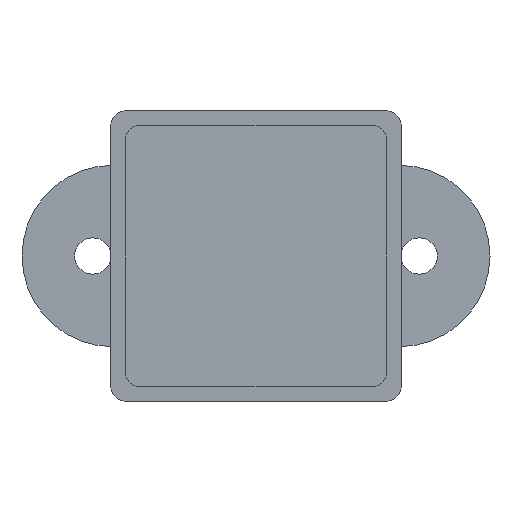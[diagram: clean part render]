
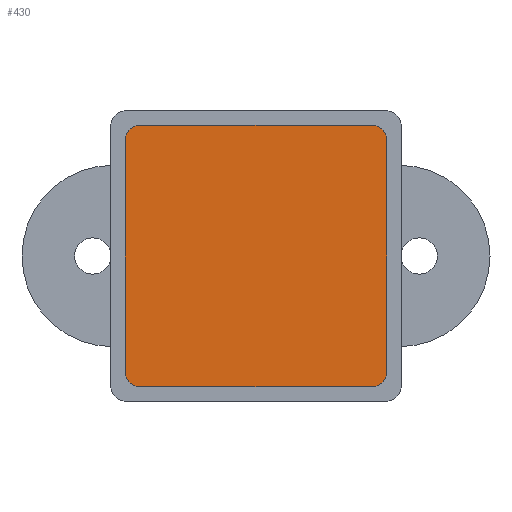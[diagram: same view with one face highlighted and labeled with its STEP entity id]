
A CAD part, front view. The second image highlights one B-rep face of the part: STEP entity #430.
In plain terms, the highlighted planar face has unit normal (0, -1, 0).
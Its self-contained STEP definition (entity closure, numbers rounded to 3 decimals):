
#41 = ORIENTED_EDGE ( 'NONE', *, *, #890, .T. ) ;
#87 = CARTESIAN_POINT ( 'NONE',  ( -18., -20., -18. ) ) ;
#214 = DIRECTION ( 'NONE',  ( 0., 0., -1. ) ) ;
#221 = ORIENTED_EDGE ( 'NONE', *, *, #777, .T. ) ;
#232 = VECTOR ( 'NONE', #783, 1000. ) ;
#343 = ORIENTED_EDGE ( 'NONE', *, *, #1910, .T. ) ;
#430 = ADVANCED_FACE ( 'NONE', ( #675 ), #2145, .T. ) ;
#444 = DIRECTION ( 'NONE',  ( 0., 0., -1. ) ) ;
#447 = LINE ( 'NONE', #2127, #2671 ) ;
#510 = DIRECTION ( 'NONE',  ( 0., 0., -1. ) ) ;
#596 = CARTESIAN_POINT ( 'NONE',  ( -16., -20., 18. ) ) ;
#615 = CARTESIAN_POINT ( 'NONE',  ( 16., -20., -16. ) ) ;
#653 = ORIENTED_EDGE ( 'NONE', *, *, #2392, .T. ) ;
#654 = DIRECTION ( 'NONE',  ( -1., 0., 0. ) ) ;
#666 = DIRECTION ( 'NONE',  ( 0., -1., 0. ) ) ;
#670 = DIRECTION ( 'NONE',  ( 0., -1., 0. ) ) ;
#675 = FACE_OUTER_BOUND ( 'NONE', #1196, .T. ) ;
#690 = EDGE_CURVE ( 'NONE', #1826, #1270, #1248, .T. ) ;
#750 = DIRECTION ( 'NONE',  ( 0., -1., 0. ) ) ;
#777 = EDGE_CURVE ( 'NONE', #1798, #2215, #1829, .T. ) ;
#783 = DIRECTION ( 'NONE',  ( 1., 0., 0. ) ) ;
#789 = CARTESIAN_POINT ( 'NONE',  ( -18., -20., 16. ) ) ;
#856 = EDGE_CURVE ( 'NONE', #2215, #954, #2472, .T. ) ;
#890 = EDGE_CURVE ( 'NONE', #954, #2361, #447, .T. ) ;
#928 = CARTESIAN_POINT ( 'NONE',  ( -16., -20., 16. ) ) ;
#942 = DIRECTION ( 'NONE',  ( 0., -1., 0. ) ) ;
#954 = VERTEX_POINT ( 'NONE', #789 ) ;
#1142 = CARTESIAN_POINT ( 'NONE',  ( -18., -20., -16. ) ) ;
#1196 = EDGE_LOOP ( 'NONE', ( #41, #653, #343, #2824, #1318, #2758, #221, #2828 ) ) ;
#1231 = CARTESIAN_POINT ( 'NONE',  ( 18., -20., -18. ) ) ;
#1243 = LINE ( 'NONE', #87, #232 ) ;
#1248 = CIRCLE ( 'NONE', #2035, 2. ) ;
#1270 = VERTEX_POINT ( 'NONE', #1408 ) ;
#1318 = ORIENTED_EDGE ( 'NONE', *, *, #2465, .T. ) ;
#1344 = EDGE_CURVE ( 'NONE', #1991, #1798, #2228, .T. ) ;
#1408 = CARTESIAN_POINT ( 'NONE',  ( 18., -20., -16. ) ) ;
#1539 = VECTOR ( 'NONE', #1901, 1000. ) ;
#1606 = DIRECTION ( 'NONE',  ( 0., 0., -1. ) ) ;
#1668 = LINE ( 'NONE', #1231, #1539 ) ;
#1688 = CARTESIAN_POINT ( 'NONE',  ( 0., -20., 0. ) ) ;
#1798 = VERTEX_POINT ( 'NONE', #2136 ) ;
#1826 = VERTEX_POINT ( 'NONE', #2628 ) ;
#1829 = LINE ( 'NONE', #2756, #1987 ) ;
#1843 = AXIS2_PLACEMENT_3D ( 'NONE', #928, #942, #1876 ) ;
#1876 = DIRECTION ( 'NONE',  ( 0., 0., -1. ) ) ;
#1901 = DIRECTION ( 'NONE',  ( 0., 0., 1. ) ) ;
#1910 = EDGE_CURVE ( 'NONE', #2249, #1826, #1243, .T. ) ;
#1987 = VECTOR ( 'NONE', #654, 1000. ) ;
#1991 = VERTEX_POINT ( 'NONE', #2931 ) ;
#2009 = DIRECTION ( 'NONE',  ( 0., 0., -1. ) ) ;
#2035 = AXIS2_PLACEMENT_3D ( 'NONE', #615, #2989, #2009 ) ;
#2052 = CARTESIAN_POINT ( 'NONE',  ( -16., -20., -18. ) ) ;
#2127 = CARTESIAN_POINT ( 'NONE',  ( -18., -20., 18. ) ) ;
#2136 = CARTESIAN_POINT ( 'NONE',  ( 16., -20., 18. ) ) ;
#2145 = PLANE ( 'NONE',  #2743 ) ;
#2173 = AXIS2_PLACEMENT_3D ( 'NONE', #2786, #670, #444 ) ;
#2215 = VERTEX_POINT ( 'NONE', #596 ) ;
#2228 = CIRCLE ( 'NONE', #2969, 2. ) ;
#2249 = VERTEX_POINT ( 'NONE', #2052 ) ;
#2269 = CIRCLE ( 'NONE', #2173, 2. ) ;
#2361 = VERTEX_POINT ( 'NONE', #1142 ) ;
#2392 = EDGE_CURVE ( 'NONE', #2361, #2249, #2269, .T. ) ;
#2465 = EDGE_CURVE ( 'NONE', #1270, #1991, #1668, .T. ) ;
#2472 = CIRCLE ( 'NONE', #1843, 2. ) ;
#2628 = CARTESIAN_POINT ( 'NONE',  ( 16., -20., -18. ) ) ;
#2671 = VECTOR ( 'NONE', #214, 1000. ) ;
#2743 = AXIS2_PLACEMENT_3D ( 'NONE', #1688, #750, #510 ) ;
#2756 = CARTESIAN_POINT ( 'NONE',  ( 18., -20., 18. ) ) ;
#2758 = ORIENTED_EDGE ( 'NONE', *, *, #1344, .T. ) ;
#2769 = CARTESIAN_POINT ( 'NONE',  ( 16., -20., 16. ) ) ;
#2786 = CARTESIAN_POINT ( 'NONE',  ( -16., -20., -16. ) ) ;
#2824 = ORIENTED_EDGE ( 'NONE', *, *, #690, .T. ) ;
#2828 = ORIENTED_EDGE ( 'NONE', *, *, #856, .T. ) ;
#2931 = CARTESIAN_POINT ( 'NONE',  ( 18., -20., 16. ) ) ;
#2969 = AXIS2_PLACEMENT_3D ( 'NONE', #2769, #666, #1606 ) ;
#2989 = DIRECTION ( 'NONE',  ( 0., -1., 0. ) ) ;
